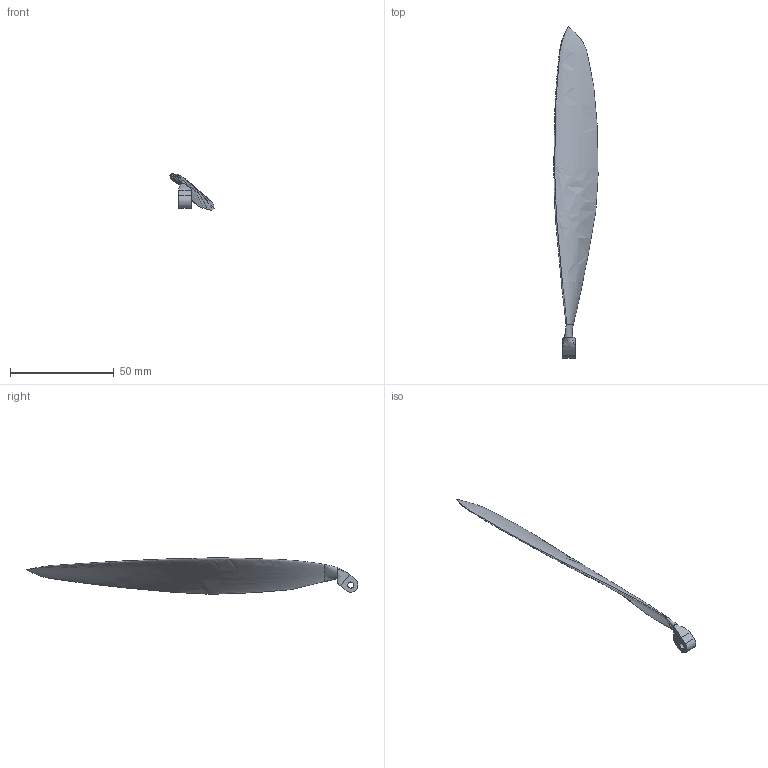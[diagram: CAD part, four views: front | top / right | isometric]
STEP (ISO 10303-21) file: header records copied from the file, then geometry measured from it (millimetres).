
FILE_DESCRIPTION(/* description */ ('Alibre Inc.'),/* implementation_level */ '2;1');
FILE_NAME(/* name */ 'export0',/* time_stamp */ '2018-10-23T16:14:50+02:00',/* author */ (''),/* organization */ (''),/* preprocessor_version */ 'ST-DEVELOPER v17',/* originating_system */ 'Alibre',/* authorisation */ '');
FILE_SCHEMA (('CONFIG_CONTROL_DESIGN'));
Length unit declared in the file: metre
Products named in the file (1): ID_1
Bounding box: 21.27 x 160 x 17.61 mm (x, y, z)
Volume: 5286.3 mm3; surface area: 6524.1 mm2
Topology: 1 solids, 1 shells, 34 faces, 252 edges, 214 vertices
Faces by surface type: plane 23, bspline 8, cylinder 2, extrusion 1
Full cylindrical faces by diameter (mm): 3 x1
Entity records: 9247 total; most frequent: CARTESIAN_POINT 7688, ORIENTED_EDGE 486, EDGE_CURVE 243, VERTEX_POINT 213, B_SPLINE_CURVE_WITH_KNOTS 163, DIRECTION 112, AXIS2_PLACEMENT_3D 54, ELLIPSE 39
